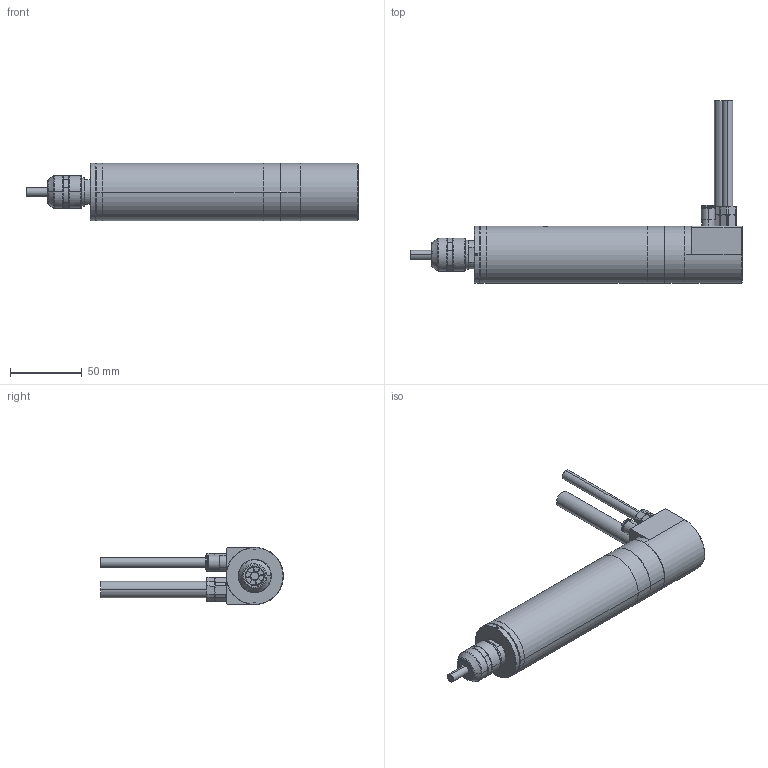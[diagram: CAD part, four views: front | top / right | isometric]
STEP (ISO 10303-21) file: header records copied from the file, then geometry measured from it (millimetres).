
FILE_DESCRIPTION (( 'STEP AP203' ), '1' );
FILE_NAME ('BMS-4040RA-RGD.STEP', '2020-01-17T04:04:08', ( '' ), ( '' ), 'SwSTEP 2.0', 'SolidWorks 2017', '' );
FILE_SCHEMA (( 'CONFIG_CONTROL_DESIGN' ));
Length unit declared in the file: millimetre
Products named in the file (1): BMS-4040RA-RGD
Bounding box: 231.42 x 127.45 x 40 mm (x, y, z)
Surface area: 40931.1 mm2 (no closed solid volume)
Topology: 0 solids, 29 shells, 298 faces, 918 edges, 650 vertices
Faces by surface type: plane 121, cone 84, cylinder 79, bspline 14
Entity records: 12904 total; most frequent: CARTESIAN_POINT 4947, DIRECTION 1612, ORIENTED_EDGE 1510, EDGE_CURVE 918, VERTEX_POINT 650, AXIS2_PLACEMENT_3D 592, LINE 428, VECTOR 428
